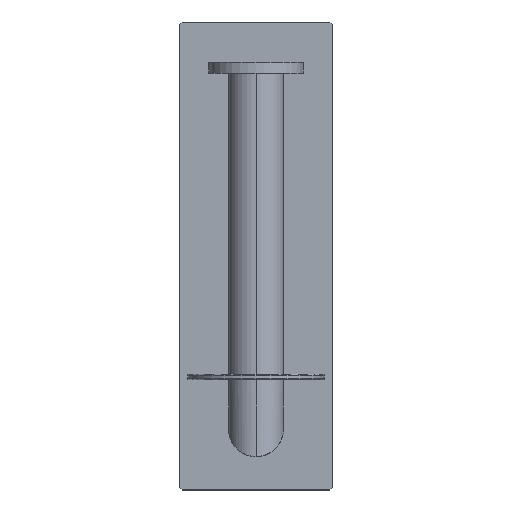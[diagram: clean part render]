
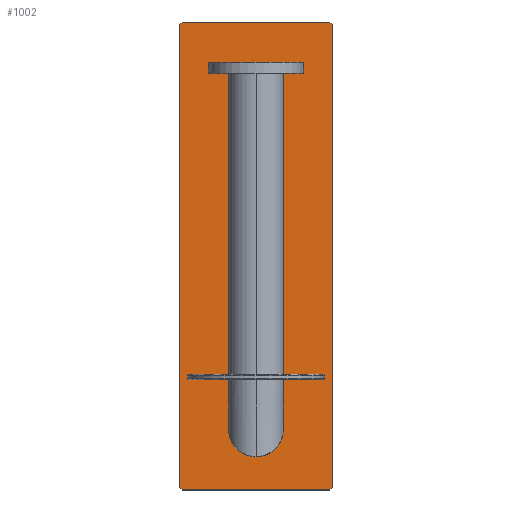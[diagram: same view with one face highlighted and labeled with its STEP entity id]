
A CAD part, top view. The second image highlights one B-rep face of the part: STEP entity #1002.
In plain terms, the highlighted planar face has unit normal (0, 0, 1).
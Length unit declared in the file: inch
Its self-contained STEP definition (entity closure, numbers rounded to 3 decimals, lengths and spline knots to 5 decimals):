
#204=DIRECTION('',(0.707,-0.707,0.));
#205=VECTOR('',#204,0.05515);
#206=CARTESIAN_POINT('',(-1.1,-0.831,0.12));
#207=LINE('',#206,#205);
#208=DIRECTION('',(0.,-1.,0.));
#209=VECTOR('',#208,6.652);
#210=CARTESIAN_POINT('',(-1.1,5.821,0.12));
#211=LINE('',#210,#209);
#212=DIRECTION('',(-0.707,-0.707,0.));
#213=VECTOR('',#212,0.05515);
#214=CARTESIAN_POINT('',(-1.061,5.86,0.12));
#215=LINE('',#214,#213);
#216=DIRECTION('',(-1.,0.,0.));
#217=VECTOR('',#216,2.122);
#218=CARTESIAN_POINT('',(1.061,5.86,0.12));
#219=LINE('',#218,#217);
#220=DIRECTION('',(-0.707,0.707,0.));
#221=VECTOR('',#220,0.05515);
#222=CARTESIAN_POINT('',(1.1,5.821,0.12));
#223=LINE('',#222,#221);
#224=DIRECTION('',(0.,1.,0.));
#225=VECTOR('',#224,6.652);
#226=CARTESIAN_POINT('',(1.1,-0.831,0.12));
#227=LINE('',#226,#225);
#228=DIRECTION('',(0.707,0.707,0.));
#229=VECTOR('',#228,0.05515);
#230=CARTESIAN_POINT('',(1.061,-0.87,0.12));
#231=LINE('',#230,#229);
#232=DIRECTION('',(1.,0.,0.));
#233=VECTOR('',#232,2.122);
#234=CARTESIAN_POINT('',(-1.061,-0.87,0.12));
#235=LINE('',#234,#233);
#236=CARTESIAN_POINT('',(0.,0.,0.12));
#237=DIRECTION('',(0.,0.,-1.));
#238=DIRECTION('',(0.,1.,0.));
#239=AXIS2_PLACEMENT_3D('',#236,#237,#238);
#241=CARTESIAN_POINT('',(0.,0.,0.12));
#242=DIRECTION('',(0.,0.,-1.));
#243=DIRECTION('',(0.,-1.,0.));
#244=AXIS2_PLACEMENT_3D('',#241,#242,#243);
#594=CARTESIAN_POINT('',(-1.1,-0.831,0.12));
#595=VERTEX_POINT('',#594);
#596=CARTESIAN_POINT('',(-1.061,-0.87,0.12));
#597=VERTEX_POINT('',#596);
#602=CARTESIAN_POINT('',(-1.061,5.86,0.12));
#603=VERTEX_POINT('',#602);
#604=CARTESIAN_POINT('',(-1.1,5.821,0.12));
#605=VERTEX_POINT('',#604);
#610=CARTESIAN_POINT('',(1.1,5.821,0.12));
#611=VERTEX_POINT('',#610);
#612=CARTESIAN_POINT('',(1.061,5.86,0.12));
#613=VERTEX_POINT('',#612);
#618=CARTESIAN_POINT('',(1.061,-0.87,0.12));
#619=VERTEX_POINT('',#618);
#620=CARTESIAN_POINT('',(1.1,-0.831,0.12));
#621=VERTEX_POINT('',#620);
#658=CARTESIAN_POINT('',(0.,0.3935,0.12));
#659=CARTESIAN_POINT('',(0.,-0.3935,0.12));
#660=VERTEX_POINT('',#658);
#661=VERTEX_POINT('',#659);
#974=CARTESIAN_POINT('',(0.,2.495,0.12));
#975=DIRECTION('',(0.,0.,1.));
#976=DIRECTION('',(0.,1.,0.));
#977=AXIS2_PLACEMENT_3D('',#974,#975,#976);
#978=PLANE('',#977);
#980=ORIENTED_EDGE('',*,*,#979,.F.);
#982=ORIENTED_EDGE('',*,*,#981,.F.);
#984=ORIENTED_EDGE('',*,*,#983,.F.);
#986=ORIENTED_EDGE('',*,*,#985,.F.);
#988=ORIENTED_EDGE('',*,*,#987,.F.);
#990=ORIENTED_EDGE('',*,*,#989,.F.);
#992=ORIENTED_EDGE('',*,*,#991,.F.);
#994=ORIENTED_EDGE('',*,*,#993,.F.);
#995=EDGE_LOOP('',(#980,#982,#984,#986,#988,#990,#992,#994));
#996=FACE_OUTER_BOUND('',#995,.F.);
#998=ORIENTED_EDGE('',*,*,#997,.F.);
#999=ORIENTED_EDGE('',*,*,#963,.F.);
#1000=EDGE_LOOP('',(#998,#999));
#1001=FACE_BOUND('',#1000,.F.);
#1002=ADVANCED_FACE('',(#996,#1001),#978,.T.);
#240=CIRCLE('',#239,0.3935);
#245=CIRCLE('',#244,0.3935);
#963=EDGE_CURVE('',#661,#660,#245,.T.);
#979=EDGE_CURVE('',#595,#597,#207,.T.);
#981=EDGE_CURVE('',#605,#595,#211,.T.);
#983=EDGE_CURVE('',#603,#605,#215,.T.);
#985=EDGE_CURVE('',#613,#603,#219,.T.);
#987=EDGE_CURVE('',#611,#613,#223,.T.);
#989=EDGE_CURVE('',#621,#611,#227,.T.);
#991=EDGE_CURVE('',#619,#621,#231,.T.);
#993=EDGE_CURVE('',#597,#619,#235,.T.);
#997=EDGE_CURVE('',#660,#661,#240,.T.);
